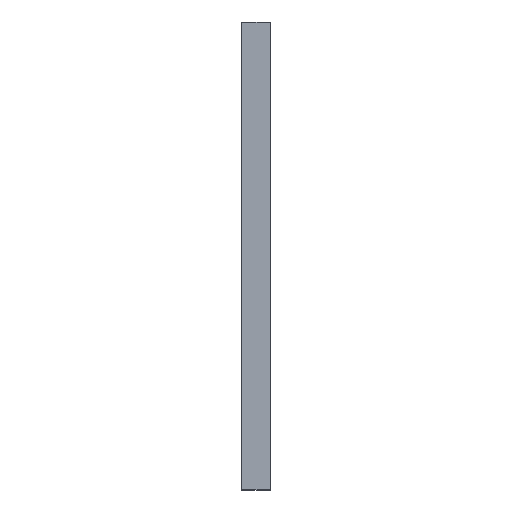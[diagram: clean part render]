
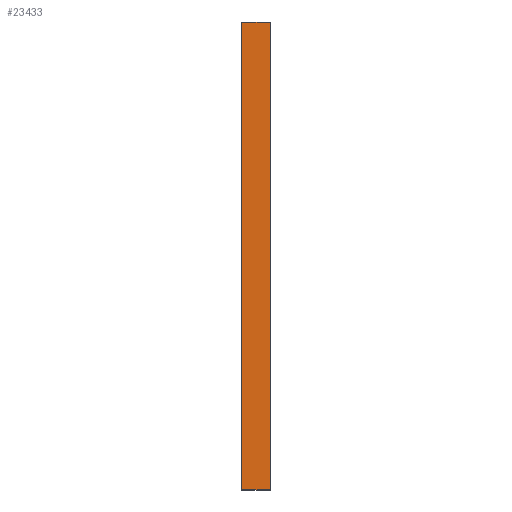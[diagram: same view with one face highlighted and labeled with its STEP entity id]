
A CAD part, left-side view. The second image highlights one B-rep face of the part: STEP entity #23433.
In plain terms, the highlighted planar face has unit normal (-1, 0, 0).
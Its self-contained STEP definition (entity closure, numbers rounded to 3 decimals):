
#77 = CARTESIAN_POINT ( 'NONE',  ( 1.808, 0., 5.989 ) ) ;
#296 = LINE ( 'NONE', #77, #5665 ) ;
#725 = LINE ( 'NONE', #42506, #38644 ) ;
#748 = EDGE_LOOP ( 'NONE', ( #41277, #3235, #21720, #36691 ) ) ;
#3235 = ORIENTED_EDGE ( 'NONE', *, *, #31718, .T. ) ;
#3543 = CARTESIAN_POINT ( 'NONE',  ( 1.808, 0., 5.989 ) ) ;
#4072 = CARTESIAN_POINT ( 'NONE',  ( 1.808, 0., 88.539 ) ) ;
#5665 = VECTOR ( 'NONE', #36252, 1000. ) ;
#6074 = CARTESIAN_POINT ( 'NONE',  ( 1.808, 5., 88.539 ) ) ;
#6448 = VERTEX_POINT ( 'NONE', #3543 ) ;
#6793 = DIRECTION ( 'NONE',  ( -1., 0., 0. ) ) ;
#8170 = LINE ( 'NONE', #12483, #36335 ) ;
#9885 = DIRECTION ( 'NONE',  ( 0., 1., 0. ) ) ;
#10239 = FACE_OUTER_BOUND ( 'NONE', #748, .T. ) ;
#12483 = CARTESIAN_POINT ( 'NONE',  ( 1.808, 5., 0. ) ) ;
#13258 = PLANE ( 'NONE',  #30029 ) ;
#15289 = CARTESIAN_POINT ( 'NONE',  ( 1.808, 0., 88.539 ) ) ;
#15491 = DIRECTION ( 'NONE',  ( 0., 0., 1. ) ) ;
#16866 = EDGE_CURVE ( 'NONE', #36604, #19647, #8170, .T. ) ;
#17137 = CARTESIAN_POINT ( 'NONE',  ( 1.808, 0., 5.989 ) ) ;
#18643 = VERTEX_POINT ( 'NONE', #15289 ) ;
#19647 = VERTEX_POINT ( 'NONE', #6074 ) ;
#20147 = DIRECTION ( 'NONE',  ( 0., 0., 1. ) ) ;
#21720 = ORIENTED_EDGE ( 'NONE', *, *, #25305, .T. ) ;
#21809 = VECTOR ( 'NONE', #9885, 1000. ) ;
#23433 = ADVANCED_FACE ( 'NONE', ( #10239 ), #13258, .T. ) ;
#25305 = EDGE_CURVE ( 'NONE', #18643, #19647, #39814, .T. ) ;
#30008 = DIRECTION ( 'NONE',  ( 0., 0., 1. ) ) ;
#30029 = AXIS2_PLACEMENT_3D ( 'NONE', #17137, #6793, #20147 ) ;
#31718 = EDGE_CURVE ( 'NONE', #6448, #18643, #725, .T. ) ;
#31770 = EDGE_CURVE ( 'NONE', #6448, #36604, #296, .T. ) ;
#32841 = CARTESIAN_POINT ( 'NONE',  ( 1.808, 5., 5.989 ) ) ;
#36252 = DIRECTION ( 'NONE',  ( 0., 1., 0. ) ) ;
#36335 = VECTOR ( 'NONE', #15491, 1000. ) ;
#36604 = VERTEX_POINT ( 'NONE', #32841 ) ;
#36691 = ORIENTED_EDGE ( 'NONE', *, *, #16866, .F. ) ;
#38644 = VECTOR ( 'NONE', #30008, 1000. ) ;
#39814 = LINE ( 'NONE', #4072, #21809 ) ;
#41277 = ORIENTED_EDGE ( 'NONE', *, *, #31770, .F. ) ;
#42506 = CARTESIAN_POINT ( 'NONE',  ( 1.808, 0., 5.989 ) ) ;
